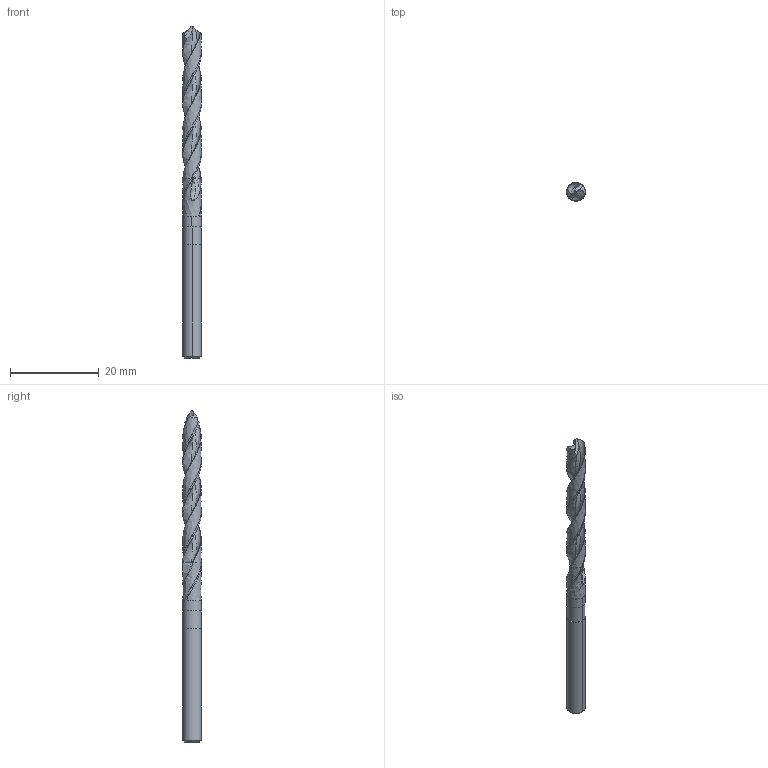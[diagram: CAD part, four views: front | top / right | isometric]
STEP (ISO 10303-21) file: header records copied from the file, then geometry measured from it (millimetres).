
FILE_DESCRIPTION (( 'STEP AP203' ), '1' );
FILE_NAME ('Bilal.STEP', '2023-03-14T00:54:39', ( '' ), ( '' ), 'SwSTEP 2.0', 'SolidWorks 2023', '' );
FILE_SCHEMA (( 'CONFIG_CONTROL_DESIGN' ));
Length unit declared in the file: millimetre
Products named in the file (1): Bilal
Bounding box: 4.2 x 4.2 x 75 mm (x, y, z)
Volume: 726 mm3; surface area: 1086.8 mm2
Topology: 1 solids, 1 shells, 53 faces, 134 edges, 81 vertices
Faces by surface type: bspline 26, cylinder 12, plane 11, cone 4
Entity records: 9123 total; most frequent: CARTESIAN_POINT 8085, ORIENTED_EDGE 260, EDGE_CURVE 130, DIRECTION 126, VERTEX_POINT 81, EDGE_LOOP 55, ADVANCED_FACE 53, FACE_OUTER_BOUND 53
